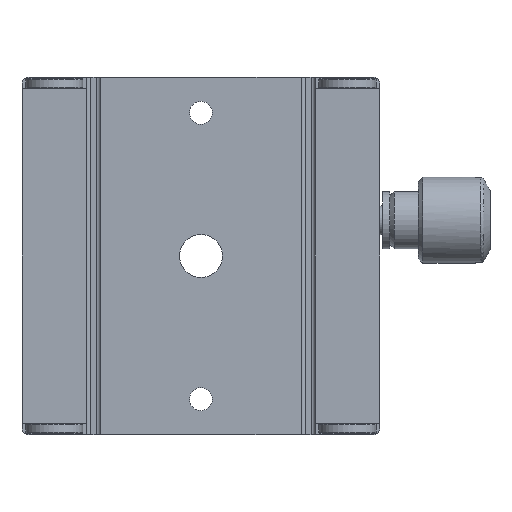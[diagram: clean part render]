
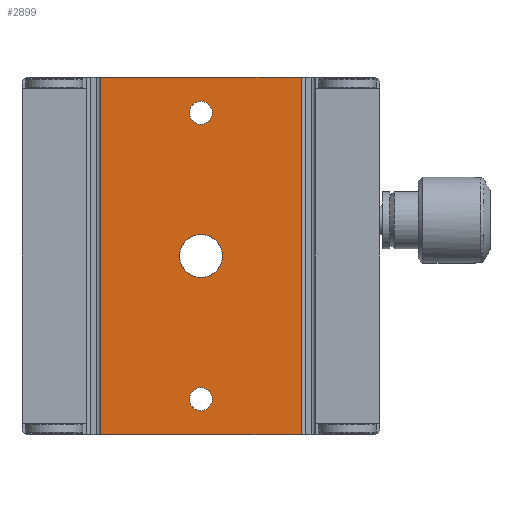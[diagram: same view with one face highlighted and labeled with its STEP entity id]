
A CAD part, front view. The second image highlights one B-rep face of the part: STEP entity #2899.
In plain terms, the highlighted planar face has unit normal (0, -1, 0).
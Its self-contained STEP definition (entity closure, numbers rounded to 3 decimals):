
#29=FACE_BOUND('',#487,.T.);
#30=FACE_BOUND('',#488,.T.);
#31=FACE_BOUND('',#489,.T.);
#103=PLANE('',#3174);
#309=FACE_OUTER_BOUND('',#486,.T.);
#486=EDGE_LOOP('',(#2250,#2251,#2252,#2253));
#487=EDGE_LOOP('',(#2254));
#488=EDGE_LOOP('',(#2255));
#489=EDGE_LOOP('',(#2256));
#706=LINE('',#4636,#949);
#720=LINE('',#4673,#963);
#724=LINE('',#4684,#967);
#725=LINE('',#4685,#968);
#949=VECTOR('',#3715,1000.);
#963=VECTOR('',#3739,1000.);
#967=VECTOR('',#3749,1000.);
#968=VECTOR('',#3750,1000.);
#1105=CIRCLE('',#3035,1.5);
#1107=CIRCLE('',#3038,0.8);
#1113=CIRCLE('',#3047,0.8);
#1225=VERTEX_POINT('',#4259);
#1227=VERTEX_POINT('',#4265);
#1233=VERTEX_POINT('',#4283);
#1349=VERTEX_POINT('',#4633);
#1350=VERTEX_POINT('',#4635);
#1367=VERTEX_POINT('',#4670);
#1368=VERTEX_POINT('',#4672);
#1509=EDGE_CURVE('',#1225,#1225,#1105,.T.);
#1512=EDGE_CURVE('',#1227,#1227,#1107,.T.);
#1521=EDGE_CURVE('',#1233,#1233,#1113,.T.);
#1682=EDGE_CURVE('',#1350,#1349,#706,.T.);
#1700=EDGE_CURVE('',#1367,#1368,#720,.T.);
#1706=EDGE_CURVE('',#1350,#1367,#724,.T.);
#1707=EDGE_CURVE('',#1349,#1368,#725,.T.);
#2250=ORIENTED_EDGE('',*,*,#1706,.F.);
#2251=ORIENTED_EDGE('',*,*,#1682,.T.);
#2252=ORIENTED_EDGE('',*,*,#1707,.T.);
#2253=ORIENTED_EDGE('',*,*,#1700,.F.);
#2254=ORIENTED_EDGE('',*,*,#1509,.F.);
#2255=ORIENTED_EDGE('',*,*,#1512,.F.);
#2256=ORIENTED_EDGE('',*,*,#1521,.F.);
#2899=ADVANCED_FACE('',(#309,#29,#30,#31),#103,.F.);
#3035=AXIS2_PLACEMENT_3D('',#4260,#3364,#3365);
#3038=AXIS2_PLACEMENT_3D('',#4266,#3371,#3372);
#3047=AXIS2_PLACEMENT_3D('',#4284,#3392,#3393);
#3174=AXIS2_PLACEMENT_3D('',#4683,#3747,#3748);
#3364=DIRECTION('center_axis',(0.,-1.,0.));
#3365=DIRECTION('ref_axis',(-1.,0.,0.));
#3371=DIRECTION('center_axis',(0.,-1.,0.));
#3372=DIRECTION('ref_axis',(-1.,0.,0.));
#3392=DIRECTION('center_axis',(0.,-1.,0.));
#3393=DIRECTION('ref_axis',(-1.,0.,0.));
#3715=DIRECTION('',(-1.,0.,0.));
#3739=DIRECTION('',(-1.,0.,0.));
#3747=DIRECTION('center_axis',(0.,1.,0.));
#3748=DIRECTION('ref_axis',(-1.,0.,0.));
#3749=DIRECTION('',(0.,0.,-1.));
#3750=DIRECTION('',(0.,0.,-1.));
#4259=CARTESIAN_POINT('',(0.,8.4,-1.5));
#4260=CARTESIAN_POINT('Origin',(0.,8.4,0.));
#4265=CARTESIAN_POINT('',(0.,8.4,9.2));
#4266=CARTESIAN_POINT('Origin',(0.,8.4,10.));
#4283=CARTESIAN_POINT('',(0.,8.4,-10.8));
#4284=CARTESIAN_POINT('Origin',(0.,8.4,-10.));
#4633=CARTESIAN_POINT('',(-7.,8.4,12.5));
#4635=CARTESIAN_POINT('',(7.,8.4,12.5));
#4636=CARTESIAN_POINT('',(-8.,8.4,12.5));
#4670=CARTESIAN_POINT('',(7.,8.4,-12.5));
#4672=CARTESIAN_POINT('',(-7.,8.4,-12.5));
#4673=CARTESIAN_POINT('',(-8.,8.4,-12.5));
#4683=CARTESIAN_POINT('Origin',(-8.,8.4,-12.5));
#4684=CARTESIAN_POINT('',(7.,8.4,12.5));
#4685=CARTESIAN_POINT('',(-7.,8.4,12.5));
